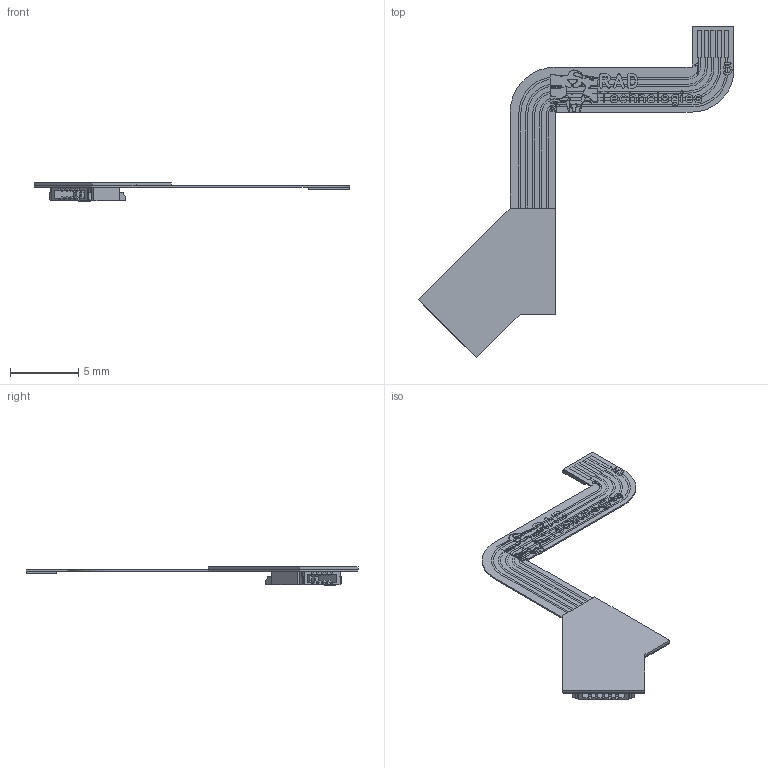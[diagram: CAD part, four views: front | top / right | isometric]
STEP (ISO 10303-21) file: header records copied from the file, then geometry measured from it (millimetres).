
FILE_DESCRIPTION(('Designed by EasyEDA Pro'),'2;1');
FILE_NAME('Open CASCADE Shape Model','2025-02-21T20:20:11',('Author'),( 'Open CASCADE'),'Open CASCADE STEP processor 7.8','Open CASCADE 7.8' ,'Unknown');
FILE_SCHEMA(('AUTOMOTIVE_DESIGN { 1 0 10303 214 1 1 1 1 }'));
Length unit declared in the file: millimetre
Products named in the file (10): PCBModel; TopTrack; BottomTrack; TopSilk; BottomSilk; Board; COMPOUND; UAMc-FPC1; FFC-SMD_5P-P0.50_XFCN_F0504-H-05-10G-R
Assembly tree (9 placements, depth 4):
  PCBModel
    TopTrack
    BottomTrack
    TopSilk
    BottomSilk
    Board
    COMPOUND
    UAMc-FPC1
      FFC-SMD_5P-P0.50_XFCN_F0504-H-05-10G-R
        COMPOUND
Bounding box: 23.08 x 24.26 x 1.33 mm (x, y, z)
Volume: 39.9 mm3; surface area: 606.8 mm2
Topology: 7 solids, 97 shells, 679 faces, 5355 edges, 4806 vertices
Faces by surface type: plane 521, bspline 119, cylinder 39
Entity records: 57494 total; most frequent: CARTESIAN_POINT 13353, ORIENTED_EDGE 7002, DIRECTION 6902, EDGE_CURVE 5355, VERTEX_POINT 4806, LINE 4464, VECTOR 4464, AXIS2_PLACEMENT_3D 1219
